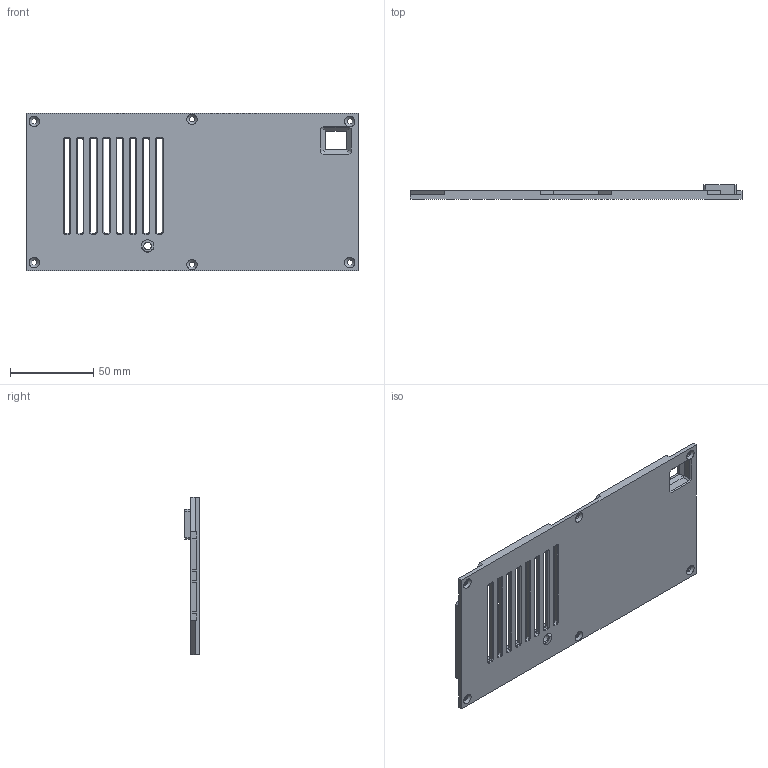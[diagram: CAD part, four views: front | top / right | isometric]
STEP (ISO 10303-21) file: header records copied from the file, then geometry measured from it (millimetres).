
FILE_DESCRIPTION(/* description */ (''),/* implementation_level */ '2;1');
FILE_NAME(/* name */ 'Electronics panel FRONT L.step',/* time_stamp */ '2024-11-17T17:36:35+01:00',/* author */ (''),/* organization */ (''),/* preprocessor_version */ 'ST-DEVELOPER v20',/* originating_system */ 'Autodesk Translation Framework v13.20.0.188',/* authorisation */ '');
FILE_SCHEMA (('AUTOMOTIVE_DESIGN { 1 0 10303 214 3 1 1 }'));
Length unit declared in the file: millimetre
Products named in the file (1): Panel FRONT
Bounding box: 200 x 8.7 x 95 mm (x, y, z)
Volume: 37754.7 mm3; surface area: 52082.2 mm2
Topology: 1 solids, 1 shells, 544 faces, 1399 edges, 909 vertices
Faces by surface type: plane 477, cylinder 44, cone 23
Full cylindrical faces by diameter (mm): 3.25 x6, 4.5 x1
Entity records: 16305 total; most frequent: CARTESIAN_POINT 2857, ORIENTED_EDGE 2798, DIRECTION 2615, EDGE_CURVE 1399, LINE 1269, VECTOR 1269, VERTEX_POINT 909, AXIS2_PLACEMENT_3D 673
